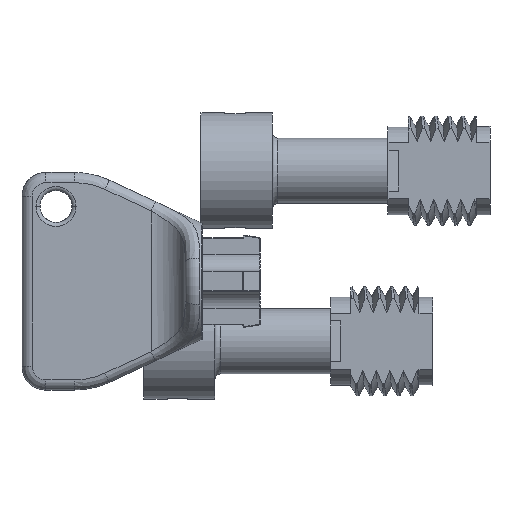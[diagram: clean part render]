
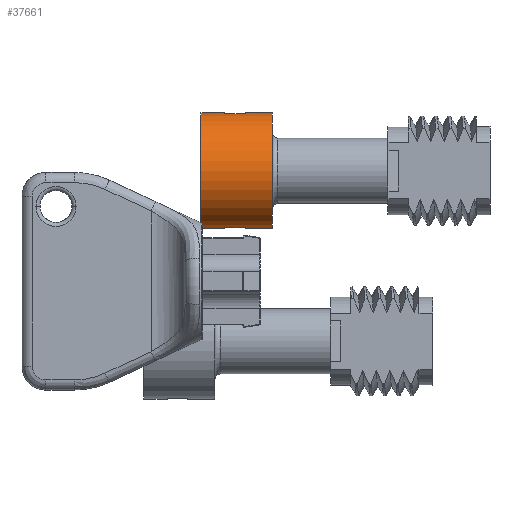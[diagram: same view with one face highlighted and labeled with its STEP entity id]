
A CAD part, left-side view. The second image highlights one B-rep face of the part: STEP entity #37661.
In plain terms, the highlighted cylindrical face has radius 8.5 mm (diameter 17 mm), a partial arc.
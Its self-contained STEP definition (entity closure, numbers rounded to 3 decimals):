
#5687 = CARTESIAN_POINT ( 'NONE',  ( 0., 42.497, 8.5 ) ) ;
#5722 = CARTESIAN_POINT ( 'NONE',  ( 0., 38.997, 8.5 ) ) ;
#5726 = DIRECTION ( 'NONE',  ( 0., -1., 0. ) ) ;
#5727 = VECTOR ( 'NONE', #5726, 1000. ) ;
#5728 = CARTESIAN_POINT ( 'NONE',  ( 0., 0., 8.5 ) ) ;
#5733 = LINE ( 'NONE', #5728, #5727 ) ;
#5955 = CARTESIAN_POINT ( 'NONE',  ( 0., 42.497, -8.5 ) ) ;
#6077 = CARTESIAN_POINT ( 'NONE',  ( 0., 31.997, -8.5 ) ) ;
#6087 = CARTESIAN_POINT ( 'NONE',  ( 0., 35.997, -8.5 ) ) ;
#6113 = DIRECTION ( 'NONE',  ( 0., -1., 0. ) ) ;
#6114 = VECTOR ( 'NONE', #6113, 1000. ) ;
#6115 = CARTESIAN_POINT ( 'NONE',  ( 0., 0., -8.5 ) ) ;
#6116 = LINE ( 'NONE', #6115, #6114 ) ;
#6152 = CARTESIAN_POINT ( 'NONE',  ( 0., 31.997, 8.5 ) ) ;
#6175 = VECTOR ( 'NONE', #6227, 1000. ) ;
#6176 = CARTESIAN_POINT ( 'NONE',  ( 0., 0., -8.5 ) ) ;
#6177 = LINE ( 'NONE', #6176, #6175 ) ;
#6193 = CARTESIAN_POINT ( 'NONE',  ( 0., 38.997, -8.5 ) ) ;
#6194 = DIRECTION ( 'NONE',  ( 0., -1., 0. ) ) ;
#6195 = VECTOR ( 'NONE', #6194, 1000. ) ;
#6196 = CARTESIAN_POINT ( 'NONE',  ( 0., 0., 8.5 ) ) ;
#6197 = LINE ( 'NONE', #6196, #6195 ) ;
#6227 = DIRECTION ( 'NONE',  ( 0., -1., 0. ) ) ;
#6261 = CARTESIAN_POINT ( 'NONE',  ( 0., 35.997, 8.5 ) ) ;
#16715 = CARTESIAN_POINT ( 'NONE',  ( -1.569, 38.997, 8.354 ) ) ;
#17074 = CIRCLE ( 'NONE', #17203, 8.5 ) ;
#17087 = DIRECTION ( 'NONE',  ( 0., 0., -1. ) ) ;
#17089 = DIRECTION ( 'NONE',  ( 0., -1., 0. ) ) ;
#17090 = CARTESIAN_POINT ( 'NONE',  ( 0., 0., 0. ) ) ;
#17091 = AXIS2_PLACEMENT_3D ( 'NONE', #17090, #17089, #17087 ) ;
#17098 = CYLINDRICAL_SURFACE ( 'NONE', #17091, 8.5 ) ;
#17099 = FACE_OUTER_BOUND ( 'NONE', #37660, .T. ) ;
#17198 = DIRECTION ( 'NONE',  ( 0., 0., -1. ) ) ;
#17200 = DIRECTION ( 'NONE',  ( 0., -1., 0. ) ) ;
#17201 = CARTESIAN_POINT ( 'NONE',  ( 0., 42.497, 0. ) ) ;
#17203 = AXIS2_PLACEMENT_3D ( 'NONE', #17201, #17200, #17198 ) ;
#17750 = DIRECTION ( 'NONE',  ( 0., 0., -1. ) ) ;
#17752 = DIRECTION ( 'NONE',  ( 0., -1., 0. ) ) ;
#17753 = CARTESIAN_POINT ( 'NONE',  ( 0., 31.997, 0. ) ) ;
#17755 = AXIS2_PLACEMENT_3D ( 'NONE', #17753, #17752, #17750 ) ;
#17757 = CIRCLE ( 'NONE', #17755, 8.5 ) ;
#17813 = DIRECTION ( 'NONE',  ( 0., 0., -1. ) ) ;
#17814 = DIRECTION ( 'NONE',  ( 0., 1., 0. ) ) ;
#17815 = CARTESIAN_POINT ( 'NONE',  ( 0., 38.997, 0. ) ) ;
#17816 = AXIS2_PLACEMENT_3D ( 'NONE', #17815, #17814, #17813 ) ;
#17817 = CIRCLE ( 'NONE', #17816, 8.5 ) ;
#17822 = CARTESIAN_POINT ( 'NONE',  ( -1.569, 38.997, -8.354 ) ) ;
#17823 = CARTESIAN_POINT ( 'NONE',  ( -1.561, 37.997, -8.355 ) ) ;
#17824 = CARTESIAN_POINT ( 'NONE',  ( -1.552, 36.997, -8.357 ) ) ;
#17825 = CARTESIAN_POINT ( 'NONE',  ( -1.543, 35.997, -8.359 ) ) ;
#17831 =( BOUNDED_CURVE ( )  B_SPLINE_CURVE ( 3, ( #17825, #17824, #17823, #17822 ),
 .UNSPECIFIED., .F., .T. ) 
 B_SPLINE_CURVE_WITH_KNOTS ( ( 4, 4 ),
 ( 1.753, 1.757 ),
 .UNSPECIFIED. ) 
 CURVE ( )  GEOMETRIC_REPRESENTATION_ITEM ( )  RATIONAL_B_SPLINE_CURVE ( ( 1., 1., 1., 1. ) ) 
 REPRESENTATION_ITEM ( '' )  );
#17876 = CARTESIAN_POINT ( 'NONE',  ( -1.543, 35.997, -8.359 ) ) ;
#17899 = CARTESIAN_POINT ( 'NONE',  ( -1.569, 38.997, -8.354 ) ) ;
#17911 = DIRECTION ( 'NONE',  ( 0., 0., -1. ) ) ;
#17912 = DIRECTION ( 'NONE',  ( 0., 1., 0. ) ) ;
#17913 = CARTESIAN_POINT ( 'NONE',  ( 0., 35.997, 0. ) ) ;
#17914 = AXIS2_PLACEMENT_3D ( 'NONE', #17913, #17912, #17911 ) ;
#17915 = CIRCLE ( 'NONE', #17914, 8.5 ) ;
#18207 = DIRECTION ( 'NONE',  ( 0., 0., -1. ) ) ;
#18209 = DIRECTION ( 'NONE',  ( 0., 1., 0. ) ) ;
#18210 = CARTESIAN_POINT ( 'NONE',  ( 0., 38.997, 0. ) ) ;
#18211 = AXIS2_PLACEMENT_3D ( 'NONE', #18210, #18209, #18207 ) ;
#18213 = CIRCLE ( 'NONE', #18211, 8.5 ) ;
#18447 = CARTESIAN_POINT ( 'NONE',  ( -1.543, 35.997, 8.359 ) ) ;
#18540 = DIRECTION ( 'NONE',  ( 0., 0., -1. ) ) ;
#18541 = DIRECTION ( 'NONE',  ( 0., 1., 0. ) ) ;
#18542 = CARTESIAN_POINT ( 'NONE',  ( 0., 35.997, 0. ) ) ;
#18543 = AXIS2_PLACEMENT_3D ( 'NONE', #18542, #18541, #18540 ) ;
#18545 = CIRCLE ( 'NONE', #18543, 8.5 ) ;
#18547 = CARTESIAN_POINT ( 'NONE',  ( -1.543, 35.997, 8.359 ) ) ;
#18548 = CARTESIAN_POINT ( 'NONE',  ( -1.552, 36.997, 8.357 ) ) ;
#18549 = CARTESIAN_POINT ( 'NONE',  ( -1.561, 37.997, 8.355 ) ) ;
#18550 = CARTESIAN_POINT ( 'NONE',  ( -1.569, 38.997, 8.354 ) ) ;
#18551 =( BOUNDED_CURVE ( )  B_SPLINE_CURVE ( 3, ( #18550, #18549, #18548, #18547 ),
 .UNSPECIFIED., .F., .T. ) 
 B_SPLINE_CURVE_WITH_KNOTS ( ( 4, 4 ),
 ( 4.527, 4.53 ),
 .UNSPECIFIED. ) 
 CURVE ( )  GEOMETRIC_REPRESENTATION_ITEM ( )  RATIONAL_B_SPLINE_CURVE ( ( 1., 1., 1., 1. ) ) 
 REPRESENTATION_ITEM ( '' )  );
#35513 = VERTEX_POINT ( 'NONE', #5687 ) ;
#35518 = EDGE_CURVE ( 'NONE', #35513, #35530, #5733, .T. ) ;
#35530 = VERTEX_POINT ( 'NONE', #5722 ) ;
#35555 = VERTEX_POINT ( 'NONE', #5955 ) ;
#35589 = VERTEX_POINT ( 'NONE', #6087 ) ;
#35602 = VERTEX_POINT ( 'NONE', #6077 ) ;
#35609 = EDGE_CURVE ( 'NONE', #35589, #35602, #6116, .T. ) ;
#35629 = VERTEX_POINT ( 'NONE', #6152 ) ;
#35640 = EDGE_CURVE ( 'NONE', #35679, #35629, #6197, .T. ) ;
#35642 = VERTEX_POINT ( 'NONE', #6193 ) ;
#35648 = EDGE_CURVE ( 'NONE', #35555, #35642, #6177, .T. ) ;
#35679 = VERTEX_POINT ( 'NONE', #6261 ) ;
#37599 = ORIENTED_EDGE ( 'NONE', *, *, #37987, .F. ) ;
#37606 = VERTEX_POINT ( 'NONE', #16715 ) ;
#37658 = ORIENTED_EDGE ( 'NONE', *, *, #35648, .T. ) ;
#37660 = EDGE_LOOP ( 'NONE', ( #37675, #37667, #37658, #37777, #37814, #37788, #37809, #37774, #37776, #37599, #37988, #37910 ) ) ;
#37661 = ADVANCED_FACE ( 'NONE', ( #17099 ), #17098, .T. ) ;
#37664 = EDGE_CURVE ( 'NONE', #35513, #35555, #17074, .T. ) ;
#37667 = ORIENTED_EDGE ( 'NONE', *, *, #37664, .T. ) ;
#37675 = ORIENTED_EDGE ( 'NONE', *, *, #35518, .F. ) ;
#37774 = ORIENTED_EDGE ( 'NONE', *, *, #37775, .F. ) ;
#37775 = EDGE_CURVE ( 'NONE', #35629, #35602, #17757, .T. ) ;
#37776 = ORIENTED_EDGE ( 'NONE', *, *, #35640, .F. ) ;
#37777 = ORIENTED_EDGE ( 'NONE', *, *, #37783, .T. ) ;
#37779 = EDGE_CURVE ( 'NONE', #37796, #37820, #17831, .T. ) ;
#37783 = EDGE_CURVE ( 'NONE', #35642, #37820, #17817, .T. ) ;
#37788 = ORIENTED_EDGE ( 'NONE', *, *, #37813, .F. ) ;
#37796 = VERTEX_POINT ( 'NONE', #17876 ) ;
#37809 = ORIENTED_EDGE ( 'NONE', *, *, #35609, .T. ) ;
#37813 = EDGE_CURVE ( 'NONE', #35589, #37796, #17915, .T. ) ;
#37814 = ORIENTED_EDGE ( 'NONE', *, *, #37779, .F. ) ;
#37820 = VERTEX_POINT ( 'NONE', #17899 ) ;
#37891 = EDGE_CURVE ( 'NONE', #37606, #35530, #18213, .T. ) ;
#37910 = ORIENTED_EDGE ( 'NONE', *, *, #37891, .T. ) ;
#37968 = VERTEX_POINT ( 'NONE', #18447 ) ;
#37985 = EDGE_CURVE ( 'NONE', #37606, #37968, #18551, .T. ) ;
#37987 = EDGE_CURVE ( 'NONE', #37968, #35679, #18545, .T. ) ;
#37988 = ORIENTED_EDGE ( 'NONE', *, *, #37985, .F. ) ;
